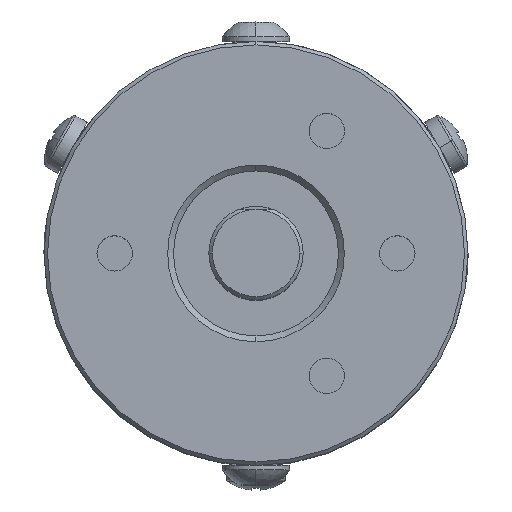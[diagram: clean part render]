
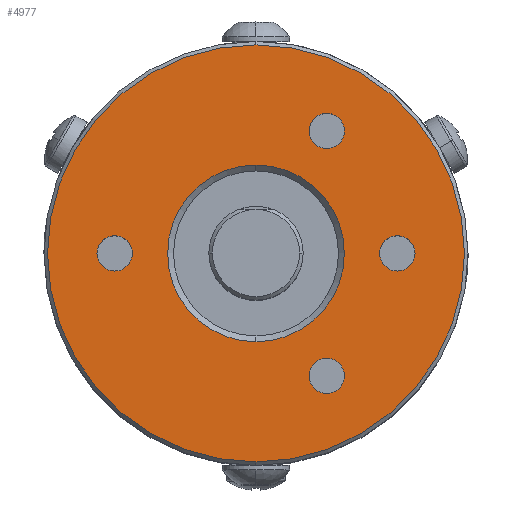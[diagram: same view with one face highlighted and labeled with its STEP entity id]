
A CAD part, top view. The second image highlights one B-rep face of the part: STEP entity #4977.
In plain terms, the highlighted planar face has unit normal (0, 0, 1).
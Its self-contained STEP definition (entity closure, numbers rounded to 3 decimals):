
#1176 = CIRCLE ( 'NONE', #1186, 1.5 ) ;
#1184 = DIRECTION ( 'NONE',  ( 0., 0., 1. ) ) ;
#1185 = CARTESIAN_POINT ( 'NONE',  ( 6., 10.392, 25.5 ) ) ;
#1186 = AXIS2_PLACEMENT_3D ( 'NONE', #1185, #1184, #1191 ) ;
#1191 = DIRECTION ( 'NONE',  ( 0.866, -0.5, 0. ) ) ;
#1196 = CARTESIAN_POINT ( 'NONE',  ( -12., 0., 25.5 ) ) ;
#1201 = AXIS2_PLACEMENT_3D ( 'NONE', #1196, #1206, #1205 ) ;
#1202 = CIRCLE ( 'NONE', #1201, 1.5 ) ;
#1205 = DIRECTION ( 'NONE',  ( 0., 1., 0. ) ) ;
#1206 = DIRECTION ( 'NONE',  ( 0., 0., 1. ) ) ;
#1374 = ORIENTED_EDGE ( 'NONE', *, *, #7839, .F. ) ;
#1376 = ORIENTED_EDGE ( 'NONE', *, *, #7813, .F. ) ;
#1379 = EDGE_LOOP ( 'NONE', ( #1389, #1376 ) ) ;
#1381 = EDGE_CURVE ( 'NONE', #7807, #7770, #1176, .T. ) ;
#1387 = EDGE_CURVE ( 'NONE', #7814, #7840, #1202, .T. ) ;
#1389 = ORIENTED_EDGE ( 'NONE', *, *, #1387, .F. ) ;
#3818 = CARTESIAN_POINT ( 'NONE',  ( 0., 17.7, 25.5 ) ) ;
#3819 = DIRECTION ( 'NONE',  ( 0., -1., 0. ) ) ;
#3820 = DIRECTION ( 'NONE',  ( 0., 0., 1. ) ) ;
#3821 = CARTESIAN_POINT ( 'NONE',  ( 0., 0., 25.5 ) ) ;
#3822 = AXIS2_PLACEMENT_3D ( 'NONE', #3821, #3820, #3819 ) ;
#3823 = CIRCLE ( 'NONE', #3822, 17.7 ) ;
#3931 = CARTESIAN_POINT ( 'NONE',  ( 0., -7.5, 25.5 ) ) ;
#3958 = DIRECTION ( 'NONE',  ( 0., -1., 0. ) ) ;
#3959 = DIRECTION ( 'NONE',  ( 0., 0., -1. ) ) ;
#3960 = CARTESIAN_POINT ( 'NONE',  ( 0., 0., 25.5 ) ) ;
#3961 = AXIS2_PLACEMENT_3D ( 'NONE', #3960, #3959, #3958 ) ;
#3962 = CIRCLE ( 'NONE', #3961, 7.5 ) ;
#3964 = CARTESIAN_POINT ( 'NONE',  ( 0., 7.5, 25.5 ) ) ;
#3975 = CARTESIAN_POINT ( 'NONE',  ( 0., -17.7, 25.5 ) ) ;
#3982 = DIRECTION ( 'NONE',  ( 0., 0., 1. ) ) ;
#3983 = CARTESIAN_POINT ( 'NONE',  ( 12., 0., 25.5 ) ) ;
#3984 = AXIS2_PLACEMENT_3D ( 'NONE', #3983, #3982, #4046 ) ;
#3985 = CIRCLE ( 'NONE', #3984, 1.5 ) ;
#3988 = CARTESIAN_POINT ( 'NONE',  ( 12., -1.5, 25.5 ) ) ;
#4015 = CARTESIAN_POINT ( 'NONE',  ( 12., 1.5, 25.5 ) ) ;
#4046 = DIRECTION ( 'NONE',  ( 0., 1., 0. ) ) ;
#4050 = CIRCLE ( 'NONE', #4103, 1.5 ) ;
#4060 = CARTESIAN_POINT ( 'NONE',  ( 6., -8.892, 25.5 ) ) ;
#4061 = CARTESIAN_POINT ( 'NONE',  ( 6., -11.892, 25.5 ) ) ;
#4062 = CARTESIAN_POINT ( 'NONE',  ( 6., 8.892, 25.5 ) ) ;
#4100 = DIRECTION ( 'NONE',  ( -0.866, -0.5, 0. ) ) ;
#4101 = DIRECTION ( 'NONE',  ( 0., 0., 1. ) ) ;
#4102 = CARTESIAN_POINT ( 'NONE',  ( 6., -10.392, 25.5 ) ) ;
#4103 = AXIS2_PLACEMENT_3D ( 'NONE', #4102, #4101, #4100 ) ;
#4114 = CARTESIAN_POINT ( 'NONE',  ( 6., 11.892, 25.5 ) ) ;
#4155 = CARTESIAN_POINT ( 'NONE',  ( -12., 1.5, 25.5 ) ) ;
#4156 = DIRECTION ( 'NONE',  ( 0., 1., 0. ) ) ;
#4157 = DIRECTION ( 'NONE',  ( 0., 0., 1. ) ) ;
#4158 = CARTESIAN_POINT ( 'NONE',  ( -12., 0., 25.5 ) ) ;
#4159 = AXIS2_PLACEMENT_3D ( 'NONE', #4158, #4157, #4156 ) ;
#4160 = CIRCLE ( 'NONE', #4159, 1.5 ) ;
#4171 = CARTESIAN_POINT ( 'NONE',  ( -12., -1.5, 25.5 ) ) ;
#4172 = DIRECTION ( 'NONE',  ( 0.866, -0.5, 0. ) ) ;
#4173 = DIRECTION ( 'NONE',  ( 0., 0., 1. ) ) ;
#4174 = CARTESIAN_POINT ( 'NONE',  ( 6., 10.392, 25.5 ) ) ;
#4175 = AXIS2_PLACEMENT_3D ( 'NONE', #4174, #4173, #4172 ) ;
#4176 = CIRCLE ( 'NONE', #4175, 1.5 ) ;
#4951 = ORIENTED_EDGE ( 'NONE', *, *, #4958, .T. ) ;
#4958 = EDGE_CURVE ( 'NONE', #7722, #7653, #6995, .T. ) ;
#4960 = EDGE_LOOP ( 'NONE', ( #4951, #5051 ) ) ;
#4963 = EDGE_LOOP ( 'NONE', ( #4980, #4981 ) ) ;
#4977 = ADVANCED_FACE ( 'NONE', ( #7022, #7018, #7017, #7016, #7015, #7014 ), #7011, .F. ) ;
#4980 = ORIENTED_EDGE ( 'NONE', *, *, #7733, .T. ) ;
#4981 = ORIENTED_EDGE ( 'NONE', *, *, #4982, .T. ) ;
#4982 = EDGE_CURVE ( 'NONE', #7708, #7727, #7071, .T. ) ;
#5001 = EDGE_LOOP ( 'NONE', ( #5002, #5054 ) ) ;
#5002 = ORIENTED_EDGE ( 'NONE', *, *, #5003, .F. ) ;
#5003 = EDGE_CURVE ( 'NONE', #7777, #7774, #7082, .T. ) ;
#5011 = EDGE_CURVE ( 'NONE', #7764, #7750, #7126, .T. ) ;
#5012 = ORIENTED_EDGE ( 'NONE', *, *, #7753, .F. ) ;
#5025 = ORIENTED_EDGE ( 'NONE', *, *, #5011, .F. ) ;
#5026 = EDGE_LOOP ( 'NONE', ( #5025, #5012 ) ) ;
#5051 = ORIENTED_EDGE ( 'NONE', *, *, #7652, .T. ) ;
#5052 = EDGE_LOOP ( 'NONE', ( #5053, #1374 ) ) ;
#5053 = ORIENTED_EDGE ( 'NONE', *, *, #1381, .F. ) ;
#5054 = ORIENTED_EDGE ( 'NONE', *, *, #7781, .F. ) ;
#6991 = DIRECTION ( 'NONE',  ( 0., -1., 0. ) ) ;
#6992 = DIRECTION ( 'NONE',  ( 0., 0., 1. ) ) ;
#6993 = CARTESIAN_POINT ( 'NONE',  ( 0., 0., 25.5 ) ) ;
#6994 = AXIS2_PLACEMENT_3D ( 'NONE', #6993, #6992, #6991 ) ;
#6995 = CIRCLE ( 'NONE', #6994, 17.7 ) ;
#7011 = PLANE ( 'NONE',  #7013 ) ;
#7012 = CARTESIAN_POINT ( 'NONE',  ( 0., 0., 25.5 ) ) ;
#7013 = AXIS2_PLACEMENT_3D ( 'NONE', #7012, #7081, #7080 ) ;
#7014 = FACE_BOUND ( 'NONE', #1379, .T. ) ;
#7015 = FACE_BOUND ( 'NONE', #5052, .T. ) ;
#7016 = FACE_BOUND ( 'NONE', #5001, .T. ) ;
#7017 = FACE_BOUND ( 'NONE', #5026, .T. ) ;
#7018 = FACE_OUTER_BOUND ( 'NONE', #4960, .T. ) ;
#7022 = FACE_BOUND ( 'NONE', #4963, .T. ) ;
#7068 = DIRECTION ( 'NONE',  ( 0., -1., 0. ) ) ;
#7069 = DIRECTION ( 'NONE',  ( 0., 0., -1. ) ) ;
#7070 = AXIS2_PLACEMENT_3D ( 'NONE', #7078, #7069, #7068 ) ;
#7071 = CIRCLE ( 'NONE', #7070, 7.5 ) ;
#7078 = CARTESIAN_POINT ( 'NONE',  ( 0., 0., 25.5 ) ) ;
#7080 = DIRECTION ( 'NONE',  ( 0., -1., 0. ) ) ;
#7081 = DIRECTION ( 'NONE',  ( 0., 0., -1. ) ) ;
#7082 = CIRCLE ( 'NONE', #7134, 1.5 ) ;
#7122 = DIRECTION ( 'NONE',  ( 0., 1., 0. ) ) ;
#7123 = DIRECTION ( 'NONE',  ( 0., 0., 1. ) ) ;
#7124 = CARTESIAN_POINT ( 'NONE',  ( 12., 0., 25.5 ) ) ;
#7125 = AXIS2_PLACEMENT_3D ( 'NONE', #7124, #7123, #7122 ) ;
#7126 = CIRCLE ( 'NONE', #7125, 1.5 ) ;
#7131 = DIRECTION ( 'NONE',  ( -0.866, -0.5, 0. ) ) ;
#7132 = DIRECTION ( 'NONE',  ( 0., 0., 1. ) ) ;
#7133 = CARTESIAN_POINT ( 'NONE',  ( 6., -10.392, 25.5 ) ) ;
#7134 = AXIS2_PLACEMENT_3D ( 'NONE', #7133, #7132, #7131 ) ;
#7652 = EDGE_CURVE ( 'NONE', #7653, #7722, #3823, .T. ) ;
#7653 = VERTEX_POINT ( 'NONE', #3818 ) ;
#7708 = VERTEX_POINT ( 'NONE', #3931 ) ;
#7722 = VERTEX_POINT ( 'NONE', #3975 ) ;
#7727 = VERTEX_POINT ( 'NONE', #3964 ) ;
#7733 = EDGE_CURVE ( 'NONE', #7727, #7708, #3962, .T. ) ;
#7750 = VERTEX_POINT ( 'NONE', #3988 ) ;
#7753 = EDGE_CURVE ( 'NONE', #7750, #7764, #3985, .T. ) ;
#7764 = VERTEX_POINT ( 'NONE', #4015 ) ;
#7770 = VERTEX_POINT ( 'NONE', #4062 ) ;
#7774 = VERTEX_POINT ( 'NONE', #4061 ) ;
#7777 = VERTEX_POINT ( 'NONE', #4060 ) ;
#7781 = EDGE_CURVE ( 'NONE', #7774, #7777, #4050, .T. ) ;
#7807 = VERTEX_POINT ( 'NONE', #4114 ) ;
#7813 = EDGE_CURVE ( 'NONE', #7840, #7814, #4160, .T. ) ;
#7814 = VERTEX_POINT ( 'NONE', #4155 ) ;
#7839 = EDGE_CURVE ( 'NONE', #7770, #7807, #4176, .T. ) ;
#7840 = VERTEX_POINT ( 'NONE', #4171 ) ;
